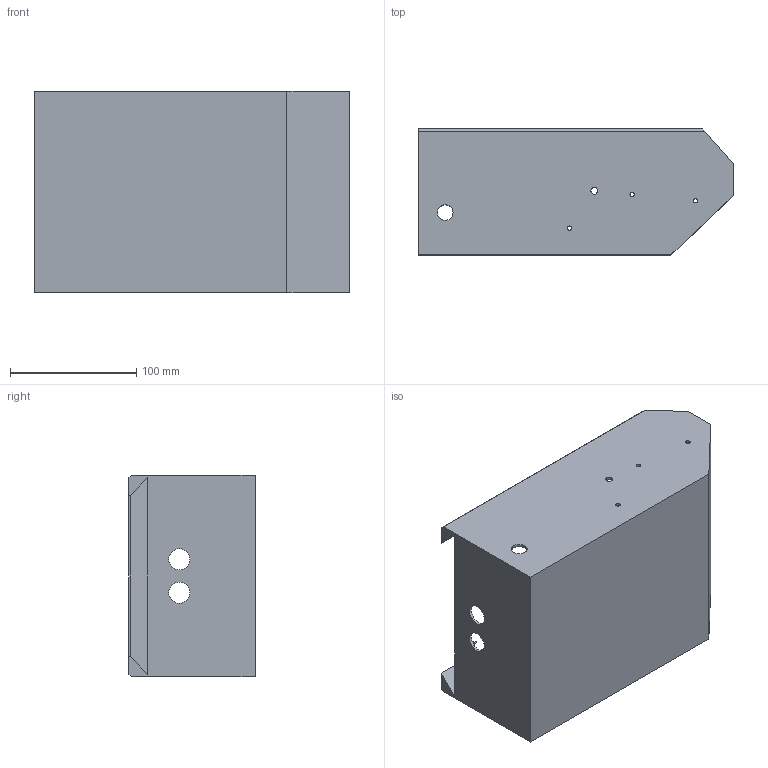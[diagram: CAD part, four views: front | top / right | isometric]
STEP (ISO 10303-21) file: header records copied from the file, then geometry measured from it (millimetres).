
FILE_DESCRIPTION (( 'STEP AP214' ), '1' );
FILE_NAME ('8. Hull.STEP', '2021-05-27T20:13:15', ( '' ), ( '' ), 'SwSTEP 2.0', 'SolidWorks 2020', '' );
FILE_SCHEMA (( 'AUTOMOTIVE_DESIGN' ));
Length unit declared in the file: millimetre
Products named in the file (1): 8. Hull
Bounding box: 249.41 x 100 x 160 mm (x, y, z)
Volume: 263664.1 mm3; surface area: 255354.3 mm2
Topology: 1 solids, 1 shells, 226 faces, 551 edges, 366 vertices
Faces by surface type: plane 138, cylinder 88
Entity records: 6749 total; most frequent: DIRECTION 1181, CARTESIAN_POINT 1144, ORIENTED_EDGE 1102, EDGE_CURVE 551, AXIS2_PLACEMENT_3D 403, LINE 375, VECTOR 375, VERTEX_POINT 366
